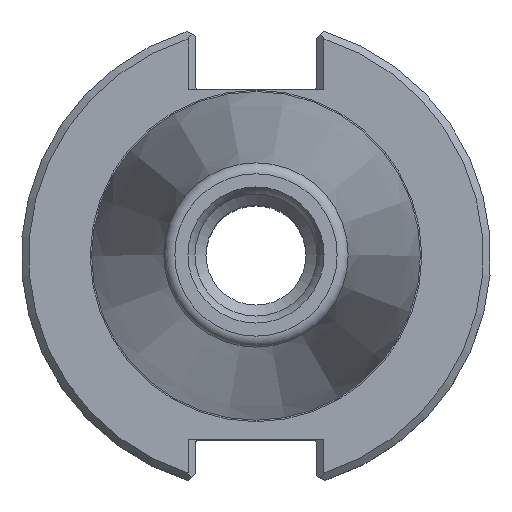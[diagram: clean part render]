
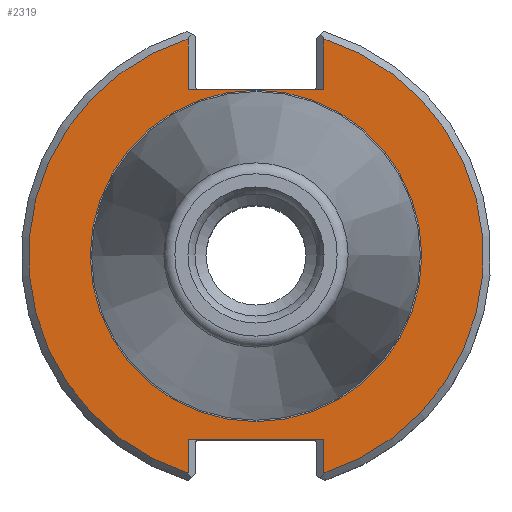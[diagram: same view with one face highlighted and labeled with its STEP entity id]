
A CAD part, top view. The second image highlights one B-rep face of the part: STEP entity #2319.
In plain terms, the highlighted planar face has unit normal (0, 0, 1).
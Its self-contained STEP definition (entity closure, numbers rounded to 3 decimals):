
#68=LINE('',#3428,#133);
#69=LINE('',#3430,#134);
#70=LINE('',#3432,#135);
#71=LINE('',#3436,#136);
#72=LINE('',#3438,#137);
#73=LINE('',#3440,#138);
#133=VECTOR('',#2738,1000.);
#134=VECTOR('',#2739,1000.);
#135=VECTOR('',#2740,1000.);
#136=VECTOR('',#2743,1000.);
#137=VECTOR('',#2744,1000.);
#138=VECTOR('',#2745,1000.);
#449=ORIENTED_EDGE('',*,*,#854,.T.);
#450=ORIENTED_EDGE('',*,*,#855,.T.);
#451=ORIENTED_EDGE('',*,*,#856,.F.);
#452=ORIENTED_EDGE('',*,*,#857,.T.);
#453=ORIENTED_EDGE('',*,*,#858,.T.);
#454=ORIENTED_EDGE('',*,*,#859,.T.);
#455=ORIENTED_EDGE('',*,*,#860,.F.);
#456=ORIENTED_EDGE('',*,*,#861,.T.);
#457=ORIENTED_EDGE('',*,*,#853,.F.);
#853=EDGE_CURVE('',#1049,#1049,#1153,.T.);
#854=EDGE_CURVE('',#1050,#1051,#1154,.T.);
#855=EDGE_CURVE('',#1051,#1052,#68,.T.);
#856=EDGE_CURVE('',#1053,#1052,#69,.T.);
#857=EDGE_CURVE('',#1053,#1054,#70,.T.);
#858=EDGE_CURVE('',#1054,#1055,#1155,.T.);
#859=EDGE_CURVE('',#1055,#1056,#71,.T.);
#860=EDGE_CURVE('',#1057,#1056,#72,.T.);
#861=EDGE_CURVE('',#1057,#1050,#73,.T.);
#1049=VERTEX_POINT('',#3423);
#1050=VERTEX_POINT('',#3426);
#1051=VERTEX_POINT('',#3427);
#1052=VERTEX_POINT('',#3429);
#1053=VERTEX_POINT('',#3431);
#1054=VERTEX_POINT('',#3433);
#1055=VERTEX_POINT('',#3435);
#1056=VERTEX_POINT('',#3437);
#1057=VERTEX_POINT('',#3439);
#1153=CIRCLE('',#2459,22.413);
#1154=CIRCLE('',#2461,30.75);
#1155=CIRCLE('',#2462,30.75);
#1240=EDGE_LOOP('',(#449,#450,#451,#452,#453,#454,#455,#456));
#1241=EDGE_LOOP('',(#457));
#1395=FACE_BOUND('',#1240,.T.);
#1396=FACE_BOUND('',#1241,.T.);
#1523=PLANE('',#2460);
#2319=ADVANCED_FACE('',(#1395,#1396),#1523,.T.);
#2459=AXIS2_PLACEMENT_3D('',#3422,#2732,#2733);
#2460=AXIS2_PLACEMENT_3D('',#3424,#2734,#2735);
#2461=AXIS2_PLACEMENT_3D('',#3425,#2736,#2737);
#2462=AXIS2_PLACEMENT_3D('',#3434,#2741,#2742);
#2732=DIRECTION('',(0.,0.,1.));
#2733=DIRECTION('',(1.,0.,0.));
#2734=DIRECTION('',(0.,0.,1.));
#2735=DIRECTION('',(1.,0.,0.));
#2736=DIRECTION('',(0.,0.,1.));
#2737=DIRECTION('',(1.,0.,0.));
#2738=DIRECTION('',(0.,1.,0.));
#2739=DIRECTION('',(-1.,0.,0.));
#2740=DIRECTION('',(0.,-1.,0.));
#2741=DIRECTION('',(0.,0.,1.));
#2742=DIRECTION('',(1.,0.,0.));
#2743=DIRECTION('',(0.,-1.,0.));
#2744=DIRECTION('',(1.,0.,0.));
#2745=DIRECTION('',(0.,1.,0.));
#3422=CARTESIAN_POINT('',(0.,0.,-3.17));
#3423=CARTESIAN_POINT('',(22.413,0.,-3.17));
#3424=CARTESIAN_POINT('',(22.413,0.,-3.17));
#3425=CARTESIAN_POINT('',(0.,0.,-3.17));
#3426=CARTESIAN_POINT('',(-9.19,29.345,-3.17));
#3427=CARTESIAN_POINT('',(-9.19,-29.345,-3.17));
#3428=CARTESIAN_POINT('',(-9.19,-24.87,-3.17));
#3429=CARTESIAN_POINT('',(-9.19,-24.87,-3.17));
#3430=CARTESIAN_POINT('',(8.19,-24.87,-3.17));
#3431=CARTESIAN_POINT('',(9.19,-24.87,-3.17));
#3432=CARTESIAN_POINT('',(9.19,-30.831,-3.17));
#3433=CARTESIAN_POINT('',(9.19,-29.345,-3.17));
#3434=CARTESIAN_POINT('',(0.,0.,-3.17));
#3435=CARTESIAN_POINT('',(9.19,29.345,-3.17));
#3436=CARTESIAN_POINT('',(9.19,22.46,-3.17));
#3437=CARTESIAN_POINT('',(9.19,22.46,-3.17));
#3438=CARTESIAN_POINT('',(-8.19,22.46,-3.17));
#3439=CARTESIAN_POINT('',(-9.19,22.46,-3.17));
#3440=CARTESIAN_POINT('',(-9.19,30.831,-3.17));
